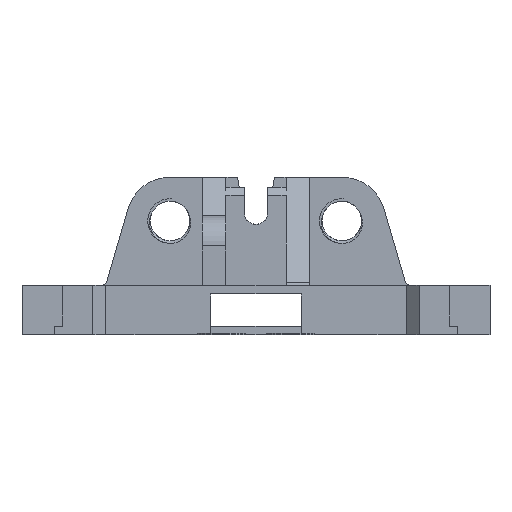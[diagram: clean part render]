
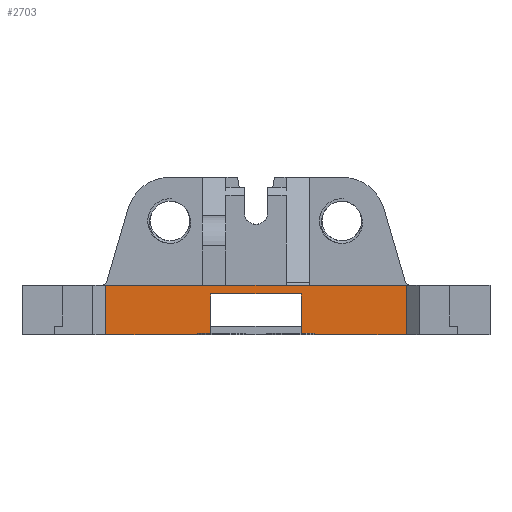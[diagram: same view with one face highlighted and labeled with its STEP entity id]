
A CAD part, front view. The second image highlights one B-rep face of the part: STEP entity #2703.
In plain terms, the highlighted face is planar.
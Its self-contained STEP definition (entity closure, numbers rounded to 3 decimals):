
#280 = VERTEX_POINT ( 'NONE', #10444 ) ;
#1305 = CARTESIAN_POINT ( 'NONE',  ( 112.166, 53.601, -0.4 ) ) ;
#1328 = CARTESIAN_POINT ( 'NONE',  ( 112.166, 5., -11.5 ) ) ;
#1384 = ORIENTED_EDGE ( 'NONE', *, *, #9068, .T. ) ;
#1453 = VECTOR ( 'NONE', #7792, 1000. ) ;
#1782 = LINE ( 'NONE', #14536, #8621 ) ;
#1804 = CARTESIAN_POINT ( 'NONE',  ( 112.166, 5., 0. ) ) ;
#1977 = VECTOR ( 'NONE', #2208, 1000. ) ;
#2208 = DIRECTION ( 'NONE',  ( 0., 1., 0. ) ) ;
#2350 = EDGE_CURVE ( 'NONE', #2457, #6620, #3160, .T. ) ;
#2457 = VERTEX_POINT ( 'NONE', #5629 ) ;
#2465 = ORIENTED_EDGE ( 'NONE', *, *, #13477, .T. ) ;
#2703 = ADVANCED_FACE ( 'NONE', ( #5803 ), #5796, .T. ) ;
#2709 = EDGE_CURVE ( 'NONE', #5005, #6620, #10177, .T. ) ;
#2835 = DIRECTION ( 'NONE',  ( 0., 0., 1. ) ) ;
#2841 = CARTESIAN_POINT ( 'NONE',  ( 112.166, 5., -0.4 ) ) ;
#2877 = EDGE_LOOP ( 'NONE', ( #5450, #2465, #12614, #14406, #4806, #10130, #4479, #1384, #7277, #6201, #9567, #5532 ) ) ;
#2878 = LINE ( 'NONE', #5372, #10121 ) ;
#2907 = CARTESIAN_POINT ( 'NONE',  ( 112.166, 29.5, -9.5 ) ) ;
#3035 = VECTOR ( 'NONE', #13737, 1000. ) ;
#3049 = EDGE_CURVE ( 'NONE', #15424, #3326, #7113, .T. ) ;
#3160 = LINE ( 'NONE', #2841, #1453 ) ;
#3326 = VERTEX_POINT ( 'NONE', #1328 ) ;
#3409 = DIRECTION ( 'NONE',  ( 0., 0., -1. ) ) ;
#3991 = CARTESIAN_POINT ( 'NONE',  ( 112.166, 5., -11.5 ) ) ;
#4074 = DIRECTION ( 'NONE',  ( 0., 0., 1. ) ) ;
#4467 = CARTESIAN_POINT ( 'NONE',  ( 112.166, 75., -11.5 ) ) ;
#4468 = CARTESIAN_POINT ( 'NONE',  ( 112.166, 5., -6.5 ) ) ;
#4479 = ORIENTED_EDGE ( 'NONE', *, *, #11903, .F. ) ;
#4724 = CARTESIAN_POINT ( 'NONE',  ( 112.166, 50.5, -9.5 ) ) ;
#4733 = LINE ( 'NONE', #3991, #3035 ) ;
#4806 = ORIENTED_EDGE ( 'NONE', *, *, #3049, .F. ) ;
#5005 = VERTEX_POINT ( 'NONE', #6766 ) ;
#5155 = EDGE_CURVE ( 'NONE', #15000, #6420, #8848, .T. ) ;
#5224 = VERTEX_POINT ( 'NONE', #8495 ) ;
#5305 = DIRECTION ( 'NONE',  ( 0., 0., 1. ) ) ;
#5372 = CARTESIAN_POINT ( 'NONE',  ( 112.166, 29.5, -6.5 ) ) ;
#5387 = CARTESIAN_POINT ( 'NONE',  ( 112.166, 26.399, -0.4 ) ) ;
#5450 = ORIENTED_EDGE ( 'NONE', *, *, #2709, .F. ) ;
#5532 = ORIENTED_EDGE ( 'NONE', *, *, #2350, .T. ) ;
#5629 = CARTESIAN_POINT ( 'NONE',  ( 112.166, 50.5, -0.4 ) ) ;
#5796 = PLANE ( 'NONE',  #14444 ) ;
#5803 = FACE_OUTER_BOUND ( 'NONE', #2877, .T. ) ;
#5989 = EDGE_CURVE ( 'NONE', #280, #15424, #1782, .T. ) ;
#6201 = ORIENTED_EDGE ( 'NONE', *, *, #5155, .F. ) ;
#6264 = DIRECTION ( 'NONE',  ( 0., 1., 0. ) ) ;
#6420 = VERTEX_POINT ( 'NONE', #2907 ) ;
#6620 = VERTEX_POINT ( 'NONE', #12757 ) ;
#6766 = CARTESIAN_POINT ( 'NONE',  ( 112.166, 53.601, 0. ) ) ;
#6972 = CARTESIAN_POINT ( 'NONE',  ( 112.166, 5., -9.5 ) ) ;
#6992 = CARTESIAN_POINT ( 'NONE',  ( 112.166, 75., -6.5 ) ) ;
#7113 = LINE ( 'NONE', #4468, #10762 ) ;
#7218 = CARTESIAN_POINT ( 'NONE',  ( 112.166, 75., 0. ) ) ;
#7226 = LINE ( 'NONE', #7657, #8004 ) ;
#7277 = ORIENTED_EDGE ( 'NONE', *, *, #14579, .F. ) ;
#7657 = CARTESIAN_POINT ( 'NONE',  ( 112.166, 5., -0.4 ) ) ;
#7792 = DIRECTION ( 'NONE',  ( 0., 1., 0. ) ) ;
#7870 = LINE ( 'NONE', #6992, #12779 ) ;
#8004 = VECTOR ( 'NONE', #6264, 1000. ) ;
#8251 = LINE ( 'NONE', #10184, #10741 ) ;
#8473 = VECTOR ( 'NONE', #5305, 1000. ) ;
#8495 = CARTESIAN_POINT ( 'NONE',  ( 112.166, 26.399, -0.4 ) ) ;
#8621 = VECTOR ( 'NONE', #14586, 1000. ) ;
#8848 = LINE ( 'NONE', #6972, #9616 ) ;
#8990 = DIRECTION ( 'NONE',  ( 0., 0., -1. ) ) ;
#9005 = DIRECTION ( 'NONE',  ( 0., 0., -1. ) ) ;
#9068 = EDGE_CURVE ( 'NONE', #5224, #13140, #7226, .T. ) ;
#9567 = ORIENTED_EDGE ( 'NONE', *, *, #13694, .F. ) ;
#9612 = CARTESIAN_POINT ( 'NONE',  ( 112.166, 29.5, -0.4 ) ) ;
#9616 = VECTOR ( 'NONE', #15496, 1000. ) ;
#9635 = EDGE_CURVE ( 'NONE', #3326, #11315, #4733, .T. ) ;
#10121 = VECTOR ( 'NONE', #2835, 1000. ) ;
#10130 = ORIENTED_EDGE ( 'NONE', *, *, #5989, .F. ) ;
#10177 = LINE ( 'NONE', #1305, #12993 ) ;
#10184 = CARTESIAN_POINT ( 'NONE',  ( 112.166, 50.5, -6.5 ) ) ;
#10444 = CARTESIAN_POINT ( 'NONE',  ( 112.166, 26.399, 0. ) ) ;
#10719 = CARTESIAN_POINT ( 'NONE',  ( 112.166, 5., -6.5 ) ) ;
#10741 = VECTOR ( 'NONE', #9005, 1000. ) ;
#10762 = VECTOR ( 'NONE', #15276, 1000. ) ;
#11315 = VERTEX_POINT ( 'NONE', #4467 ) ;
#11504 = VERTEX_POINT ( 'NONE', #7218 ) ;
#11903 = EDGE_CURVE ( 'NONE', #5224, #280, #14899, .T. ) ;
#12614 = ORIENTED_EDGE ( 'NONE', *, *, #13522, .T. ) ;
#12618 = DIRECTION ( 'NONE',  ( -1., 0., 0. ) ) ;
#12757 = CARTESIAN_POINT ( 'NONE',  ( 112.166, 53.601, -0.4 ) ) ;
#12779 = VECTOR ( 'NONE', #3409, 1000. ) ;
#12993 = VECTOR ( 'NONE', #8990, 1000. ) ;
#13067 = CARTESIAN_POINT ( 'NONE',  ( 112.166, 75., 0. ) ) ;
#13140 = VERTEX_POINT ( 'NONE', #9612 ) ;
#13477 = EDGE_CURVE ( 'NONE', #5005, #11504, #15611, .T. ) ;
#13522 = EDGE_CURVE ( 'NONE', #11504, #11315, #7870, .T. ) ;
#13694 = EDGE_CURVE ( 'NONE', #2457, #15000, #8251, .T. ) ;
#13737 = DIRECTION ( 'NONE',  ( 0., 1., 0. ) ) ;
#14406 = ORIENTED_EDGE ( 'NONE', *, *, #9635, .F. ) ;
#14444 = AXIS2_PLACEMENT_3D ( 'NONE', #10719, #12618, #4074 ) ;
#14536 = CARTESIAN_POINT ( 'NONE',  ( 112.166, 5., 0. ) ) ;
#14579 = EDGE_CURVE ( 'NONE', #6420, #13140, #2878, .T. ) ;
#14586 = DIRECTION ( 'NONE',  ( 0., -1., 0. ) ) ;
#14899 = LINE ( 'NONE', #5387, #8473 ) ;
#15000 = VERTEX_POINT ( 'NONE', #4724 ) ;
#15276 = DIRECTION ( 'NONE',  ( 0., 0., -1. ) ) ;
#15424 = VERTEX_POINT ( 'NONE', #1804 ) ;
#15496 = DIRECTION ( 'NONE',  ( 0., -1., 0. ) ) ;
#15611 = LINE ( 'NONE', #13067, #1977 ) ;
